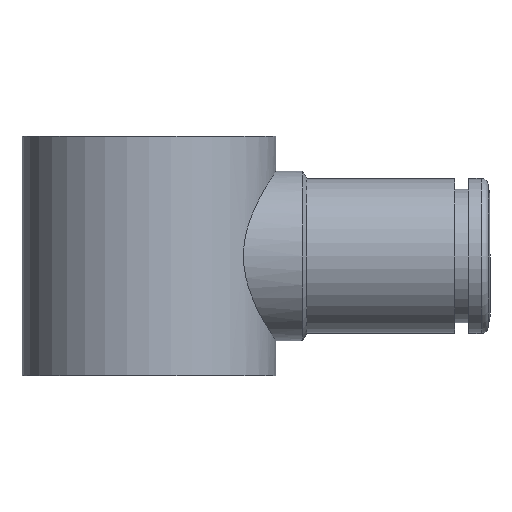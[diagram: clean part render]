
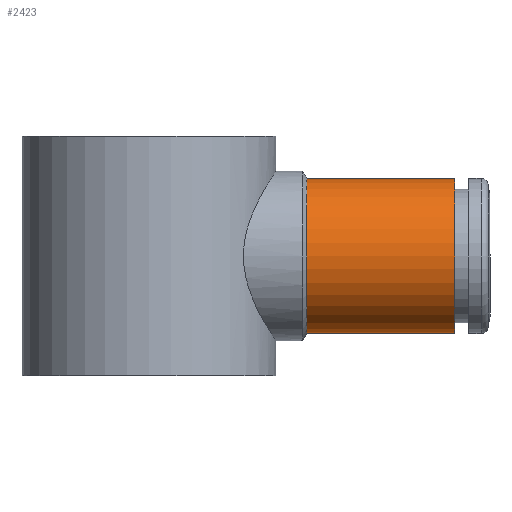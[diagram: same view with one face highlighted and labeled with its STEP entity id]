
A CAD part, front view. The second image highlights one B-rep face of the part: STEP entity #2423.
In plain terms, the highlighted cylindrical face has radius 5.5 mm (diameter 11 mm), a full revolution.
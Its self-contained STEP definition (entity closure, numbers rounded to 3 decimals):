
#465=ORIENTED_EDGE('',*,*,#588,.F.);
#466=ORIENTED_EDGE('',*,*,#587,.T.);
#515=CIRCLE('',#2358,5.5);
#516=CIRCLE('',#2360,5.5);
#551=VERTEX_POINT('',#2271);
#552=VERTEX_POINT('',#2274);
#587=EDGE_CURVE('',#551,#551,#515,.T.);
#588=EDGE_CURVE('',#552,#552,#516,.T.);
#643=EDGE_LOOP('',(#465));
#644=EDGE_LOOP('',(#466));
#715=FACE_BOUND('',#643,.T.);
#716=FACE_BOUND('',#644,.T.);
#829=DIRECTION('',(1.,0.,0.));
#830=DIRECTION('',(0.,5.5,0.));
#831=DIRECTION('',(-1.,0.,0.));
#832=DIRECTION('',(0.,1.,0.));
#833=DIRECTION('',(1.,0.,0.));
#834=DIRECTION('',(0.,5.5,0.));
#2271=CARTESIAN_POINT('',(150.01,115.936,0.));
#2272=CARTESIAN_POINT('',(150.01,110.436,0.));
#2273=CARTESIAN_POINT('',(160.51,110.436,0.));
#2274=CARTESIAN_POINT('',(160.51,115.936,0.));
#2275=CARTESIAN_POINT('',(160.51,110.436,0.));
#2358=AXIS2_PLACEMENT_3D('',#2272,#829,#830);
#2359=AXIS2_PLACEMENT_3D('',#2273,#831,#832);
#2360=AXIS2_PLACEMENT_3D('',#2275,#833,#834);
#2397=CYLINDRICAL_SURFACE('',#2359,5.5);
#2423=ADVANCED_FACE('',(#715,#716),#2397,.T.);
